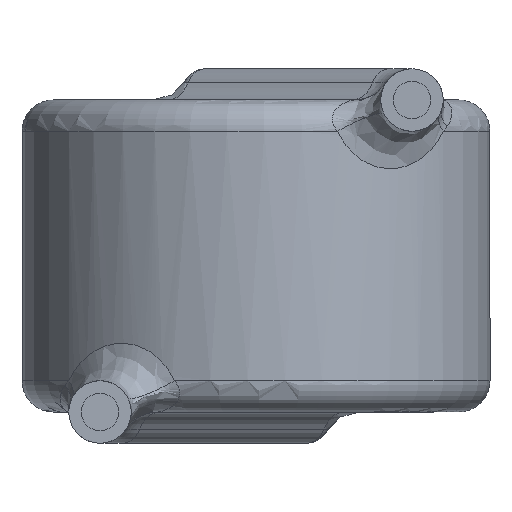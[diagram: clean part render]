
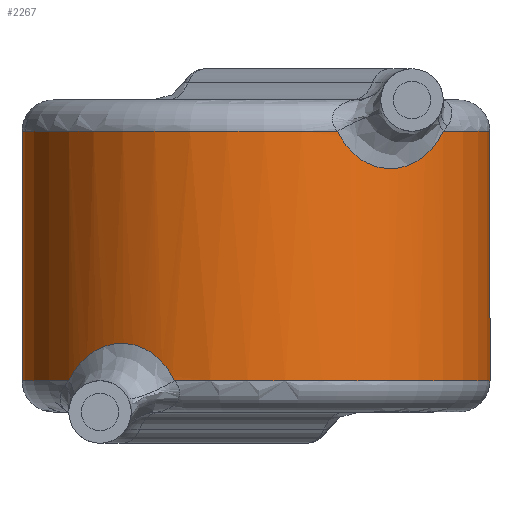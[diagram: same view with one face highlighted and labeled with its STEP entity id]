
A CAD part, front view. The second image highlights one B-rep face of the part: STEP entity #2267.
In plain terms, the highlighted cylindrical face has radius 3.75 mm (diameter 7.5 mm), a partial arc.
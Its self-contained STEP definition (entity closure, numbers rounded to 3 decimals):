
#246 = CARTESIAN_POINT ( 'NONE',  ( 2.811, -2.484, 1.7 ) ) ;
#321 = CARTESIAN_POINT ( 'NONE',  ( 2.751, -2.551, 1.639 ) ) ;
#353 = DIRECTION ( 'NONE',  ( 0., 0., -1. ) ) ;
#505 = ORIENTED_EDGE ( 'NONE', *, *, #2380, .T. ) ;
#512 = VERTEX_POINT ( 'NONE', #3006 ) ;
#550 = DIRECTION ( 'NONE',  ( -1., 0., 0. ) ) ;
#627 = CARTESIAN_POINT ( 'NONE',  ( 0., 0., 2. ) ) ;
#754 = CARTESIAN_POINT ( 'NONE',  ( 3.75, 0., 2. ) ) ;
#757 = CIRCLE ( 'NONE', #1781, 3.75 ) ;
#853 = VERTEX_POINT ( 'NONE', #6115 ) ;
#919 = CARTESIAN_POINT ( 'NONE',  ( -2.62, -2.685, -1.537 ) ) ;
#1035 = VERTEX_POINT ( 'NONE', #754 ) ;
#1199 = DIRECTION ( 'NONE',  ( 0., 0., -1. ) ) ;
#1364 = AXIS2_PLACEMENT_3D ( 'NONE', #627, #3065, #5505 ) ;
#1375 = CARTESIAN_POINT ( 'NONE',  ( 1.354, -3.497, 1.902 ) ) ;
#1408 = CARTESIAN_POINT ( 'NONE',  ( -2.916, -2.36, -1.837 ) ) ;
#1445 = DIRECTION ( 'NONE',  ( 0., 0., -1. ) ) ;
#1448 = CARTESIAN_POINT ( 'NONE',  ( -2.751, -2.551, -1.639 ) ) ;
#1451 = CARTESIAN_POINT ( 'NONE',  ( 1.543, -3.419, 1.653 ) ) ;
#1454 = EDGE_CURVE ( 'NONE', #1035, #4330, #6590, .T. ) ;
#1526 = CARTESIAN_POINT ( 'NONE',  ( -1.543, -3.419, -1.653 ) ) ;
#1781 = AXIS2_PLACEMENT_3D ( 'NONE', #3953, #5825, #3989 ) ;
#1798 = CARTESIAN_POINT ( 'NONE',  ( 0., 0., -2. ) ) ;
#1857 = DIRECTION ( 'NONE',  ( 0., 0., -1. ) ) ;
#1861 = EDGE_LOOP ( 'NONE', ( #5162, #4231, #505, #2069, #1979, #4546, #5748, #5421 ) ) ;
#1975 = CARTESIAN_POINT ( 'NONE',  ( 2.55, -2.752, 1.495 ) ) ;
#1979 = ORIENTED_EDGE ( 'NONE', *, *, #2860, .T. ) ;
#2049 = CARTESIAN_POINT ( 'NONE',  ( -2.053, -3.14, -1.401 ) ) ;
#2054 = CARTESIAN_POINT ( 'NONE',  ( 1.618, -3.384, 1.587 ) ) ;
#2069 = ORIENTED_EDGE ( 'NONE', *, *, #5365, .T. ) ;
#2087 = CARTESIAN_POINT ( 'NONE',  ( -1.618, -3.384, -1.587 ) ) ;
#2092 = CARTESIAN_POINT ( 'NONE',  ( 1.311, -3.514, 2. ) ) ;
#2124 = DIRECTION ( 'NONE',  ( -1., 0., 0. ) ) ;
#2158 = EDGE_CURVE ( 'NONE', #3608, #853, #757, .T. ) ;
#2186 = AXIS2_PLACEMENT_3D ( 'NONE', #1798, #1199, #550 ) ;
#2267 = ADVANCED_FACE ( 'NONE', ( #5487 ), #6128, .T. ) ;
#2380 = EDGE_CURVE ( 'NONE', #4330, #512, #5393, .T. ) ;
#2606 = CARTESIAN_POINT ( 'NONE',  ( 2.961, -2.301, 1.913 ) ) ;
#2640 = CARTESIAN_POINT ( 'NONE',  ( 2.143, -3.079, 1.396 ) ) ;
#2659 = VERTEX_POINT ( 'NONE', #3799 ) ;
#2672 = CARTESIAN_POINT ( 'NONE',  ( -2.55, -2.752, -1.495 ) ) ;
#2677 = CARTESIAN_POINT ( 'NONE',  ( 2.396, -2.886, 1.432 ) ) ;
#2702 = EDGE_CURVE ( 'NONE', #1035, #2659, #3918, .T. ) ;
#2860 = EDGE_CURVE ( 'NONE', #2865, #853, #7709, .T. ) ;
#2865 = VERTEX_POINT ( 'NONE', #7276 ) ;
#2983 = EDGE_CURVE ( 'NONE', #2659, #4558, #6905, .T. ) ;
#3006 = CARTESIAN_POINT ( 'NONE',  ( 1.311, -3.514, 2. ) ) ;
#3065 = DIRECTION ( 'NONE',  ( 0., 0., -1. ) ) ;
#3088 = DIRECTION ( 'NONE',  ( -1., 0., 0. ) ) ;
#3239 = CARTESIAN_POINT ( 'NONE',  ( -2.961, -2.301, -1.913 ) ) ;
#3278 = CARTESIAN_POINT ( 'NONE',  ( -3., -2.25, -2. ) ) ;
#3608 = VERTEX_POINT ( 'NONE', #7128 ) ;
#3799 = CARTESIAN_POINT ( 'NONE',  ( 3.75, 0., -2. ) ) ;
#3882 = CARTESIAN_POINT ( 'NONE',  ( -1.354, -3.497, -1.902 ) ) ;
#3918 = LINE ( 'NONE', #7594, #4609 ) ;
#3921 = CARTESIAN_POINT ( 'NONE',  ( -2.313, -2.953, -1.411 ) ) ;
#3953 = CARTESIAN_POINT ( 'NONE',  ( 0., 0., -2. ) ) ;
#3989 = DIRECTION ( 'NONE',  ( -1., 0., 0. ) ) ;
#4231 = ORIENTED_EDGE ( 'NONE', *, *, #1454, .T. ) ;
#4232 = CARTESIAN_POINT ( 'NONE',  ( -3.75, 0., -7.293 ) ) ;
#4307 = CARTESIAN_POINT ( 'NONE',  ( 3., -2.25, 2. ) ) ;
#4330 = VERTEX_POINT ( 'NONE', #4307 ) ;
#4546 = ORIENTED_EDGE ( 'NONE', *, *, #2158, .F. ) ;
#4558 = VERTEX_POINT ( 'NONE', #5702 ) ;
#4609 = VECTOR ( 'NONE', #1445, 1000. ) ;
#4677 = CARTESIAN_POINT ( 'NONE',  ( 0., 0., 2. ) ) ;
#4755 = DIRECTION ( 'NONE',  ( 0., 0., -1. ) ) ;
#4902 = CARTESIAN_POINT ( 'NONE',  ( 0., 0., -7.293 ) ) ;
#4947 = B_SPLINE_CURVE_WITH_KNOTS ( 'NONE', 3,
 ( #3278, #3239, #1408, #6395, #1448, #919, #2672, #5641, #3921, #5052, #2049, #6918, #7482, #2087, #1526, #5678, #3882, #5752 ),
 .UNSPECIFIED., .F., .F.,
 ( 4, 2, 2, 2, 2, 2, 2, 2, 4 ),
 ( 0., 0., 0.001, 0.001, 0.001, 0.002, 0.002, 0.002, 0.003 ),
 .UNSPECIFIED. ) ;
#5052 = CARTESIAN_POINT ( 'NONE',  ( -2.143, -3.079, -1.396 ) ) ;
#5056 = CARTESIAN_POINT ( 'NONE',  ( 2.313, -2.953, 1.411 ) ) ;
#5162 = ORIENTED_EDGE ( 'NONE', *, *, #2702, .F. ) ;
#5170 = CARTESIAN_POINT ( 'NONE',  ( 1.41, -3.476, 1.811 ) ) ;
#5365 = EDGE_CURVE ( 'NONE', #512, #2865, #6542, .T. ) ;
#5393 = B_SPLINE_CURVE_WITH_KNOTS ( 'NONE', 3,
 ( #6922, #2606, #6324, #246, #321, #7452, #1975, #2677, #5056, #2640, #7564, #6362, #7487, #2054, #1451, #5170, #1375, #2092 ),
 .UNSPECIFIED., .F., .F.,
 ( 4, 2, 2, 2, 2, 2, 2, 2, 4 ),
 ( 0., 0., 0.001, 0.001, 0.001, 0.002, 0.002, 0.002, 0.003 ),
 .UNSPECIFIED. ) ;
#5421 = ORIENTED_EDGE ( 'NONE', *, *, #2983, .F. ) ;
#5481 = AXIS2_PLACEMENT_3D ( 'NONE', #4902, #1857, #3088 ) ;
#5487 = FACE_OUTER_BOUND ( 'NONE', #1861, .T. ) ;
#5505 = DIRECTION ( 'NONE',  ( -1., 0., 0. ) ) ;
#5522 = AXIS2_PLACEMENT_3D ( 'NONE', #4677, #353, #2124 ) ;
#5641 = CARTESIAN_POINT ( 'NONE',  ( -2.396, -2.886, -1.432 ) ) ;
#5678 = CARTESIAN_POINT ( 'NONE',  ( -1.41, -3.476, -1.811 ) ) ;
#5702 = CARTESIAN_POINT ( 'NONE',  ( -1.311, -3.514, -2. ) ) ;
#5736 = EDGE_CURVE ( 'NONE', #3608, #4558, #4947, .T. ) ;
#5748 = ORIENTED_EDGE ( 'NONE', *, *, #5736, .T. ) ;
#5752 = CARTESIAN_POINT ( 'NONE',  ( -1.311, -3.514, -2. ) ) ;
#5825 = DIRECTION ( 'NONE',  ( 0., 0., -1. ) ) ;
#6115 = CARTESIAN_POINT ( 'NONE',  ( -3.75, 0., -2. ) ) ;
#6128 = CYLINDRICAL_SURFACE ( 'NONE', #5481, 3.75 ) ;
#6324 = CARTESIAN_POINT ( 'NONE',  ( 2.916, -2.36, 1.837 ) ) ;
#6362 = CARTESIAN_POINT ( 'NONE',  ( 1.874, -3.25, 1.444 ) ) ;
#6395 = CARTESIAN_POINT ( 'NONE',  ( -2.811, -2.484, -1.7 ) ) ;
#6542 = CIRCLE ( 'NONE', #5522, 3.75 ) ;
#6590 = CIRCLE ( 'NONE', #1364, 3.75 ) ;
#6905 = CIRCLE ( 'NONE', #2186, 3.75 ) ;
#6918 = CARTESIAN_POINT ( 'NONE',  ( -1.874, -3.25, -1.444 ) ) ;
#6922 = CARTESIAN_POINT ( 'NONE',  ( 3., -2.25, 2. ) ) ;
#7128 = CARTESIAN_POINT ( 'NONE',  ( -3., -2.25, -2. ) ) ;
#7276 = CARTESIAN_POINT ( 'NONE',  ( -3.75, 0., 2. ) ) ;
#7296 = VECTOR ( 'NONE', #4755, 1000. ) ;
#7452 = CARTESIAN_POINT ( 'NONE',  ( 2.62, -2.685, 1.537 ) ) ;
#7482 = CARTESIAN_POINT ( 'NONE',  ( -1.786, -3.299, -1.481 ) ) ;
#7487 = CARTESIAN_POINT ( 'NONE',  ( 1.786, -3.299, 1.481 ) ) ;
#7564 = CARTESIAN_POINT ( 'NONE',  ( 2.053, -3.14, 1.401 ) ) ;
#7594 = CARTESIAN_POINT ( 'NONE',  ( 3.75, 0., -7.293 ) ) ;
#7709 = LINE ( 'NONE', #4232, #7296 ) ;
